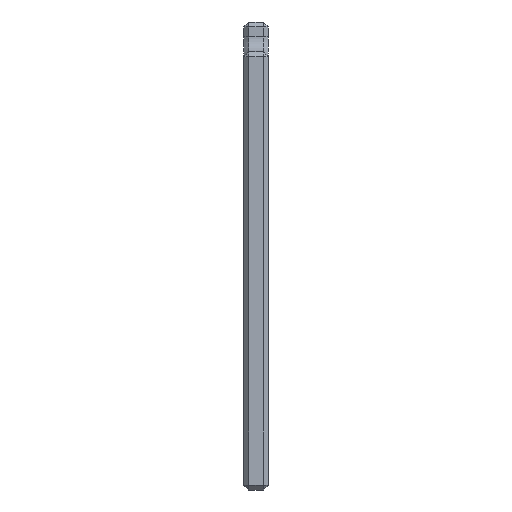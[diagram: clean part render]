
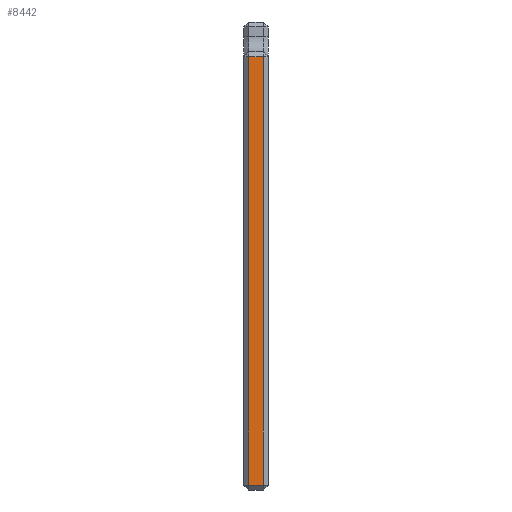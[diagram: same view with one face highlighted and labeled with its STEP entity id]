
A CAD part, front view. The second image highlights one B-rep face of the part: STEP entity #8442.
In plain terms, the highlighted planar face has unit normal (0, -1, 0).
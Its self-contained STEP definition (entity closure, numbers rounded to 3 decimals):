
#1680=DIRECTION('',(1.,0.,0.));
#1681=VECTOR('',#1680,3.);
#1682=CARTESIAN_POINT('',(274.,-297.,258.7));
#1683=LINE('',#1682,#1681);
#1694=DIRECTION('',(0.,0.,-1.));
#1695=VECTOR('',#1694,86.9);
#1696=CARTESIAN_POINT('',(277.,-297.,258.7));
#1697=LINE('',#1696,#1695);
#1729=DIRECTION('',(-1.,0.,0.));
#1730=VECTOR('',#1729,3.);
#1731=CARTESIAN_POINT('',(277.,-297.,171.8));
#1732=LINE('',#1731,#1730);
#2046=DIRECTION('',(0.,0.,1.));
#2047=VECTOR('',#2046,86.9);
#2048=CARTESIAN_POINT('',(274.,-297.,171.8));
#2049=LINE('',#2048,#2047);
#7075=CARTESIAN_POINT('',(277.,-297.,258.7));
#7076=CARTESIAN_POINT('',(277.,-297.,171.8));
#7077=VERTEX_POINT('',#7075);
#7078=VERTEX_POINT('',#7076);
#7079=CARTESIAN_POINT('',(274.,-297.,258.7));
#7080=VERTEX_POINT('',#7079);
#7081=CARTESIAN_POINT('',(274.,-297.,171.8));
#7082=VERTEX_POINT('',#7081);
#8428=CARTESIAN_POINT('',(0.,-297.,0.7));
#8429=DIRECTION('',(0.,-1.,0.));
#8430=DIRECTION('',(0.,0.,1.));
#8431=AXIS2_PLACEMENT_3D('',#8428,#8429,#8430);
#8432=PLANE('',#8431);
#8434=ORIENTED_EDGE('',*,*,#8433,.T.);
#8436=ORIENTED_EDGE('',*,*,#8435,.T.);
#8438=ORIENTED_EDGE('',*,*,#8437,.T.);
#8439=ORIENTED_EDGE('',*,*,#8412,.T.);
#8440=EDGE_LOOP('',(#8434,#8436,#8438,#8439));
#8441=FACE_OUTER_BOUND('',#8440,.F.);
#8412=EDGE_CURVE('',#7080,#7077,#1683,.T.);
#8433=EDGE_CURVE('',#7077,#7078,#1697,.T.);
#8435=EDGE_CURVE('',#7078,#7082,#1732,.T.);
#8437=EDGE_CURVE('',#7082,#7080,#2049,.T.);
#8442=ADVANCED_FACE('',(#8441),#8432,.T.);
